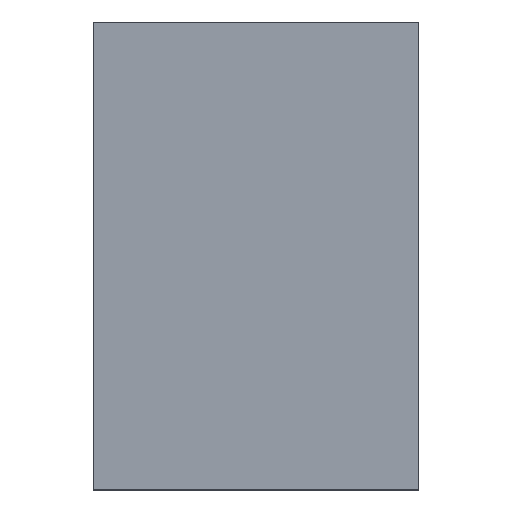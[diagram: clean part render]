
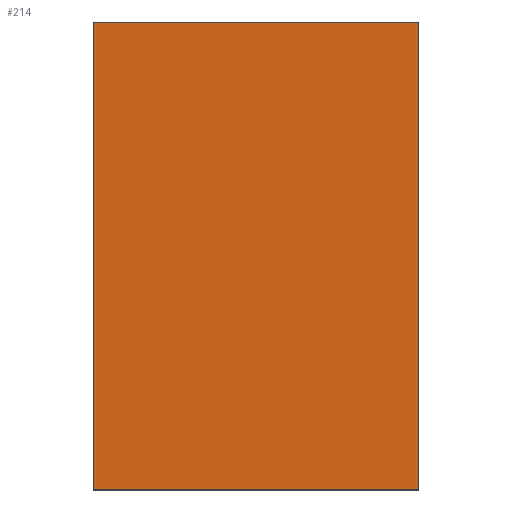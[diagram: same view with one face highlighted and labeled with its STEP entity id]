
A CAD part, left-side view. The second image highlights one B-rep face of the part: STEP entity #214.
In plain terms, the highlighted planar face has unit normal (-0.999, 0, -0.052).
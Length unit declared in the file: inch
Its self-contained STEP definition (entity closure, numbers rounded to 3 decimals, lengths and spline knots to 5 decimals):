
#27=B_SPLINE_CURVE_WITH_KNOTS('',3,(#359,#360,#361,#362,#363,#364),
 .UNSPECIFIED.,.F.,.F.,(4,2,4),(-13.93123,-6.96566,0.),
 .UNSPECIFIED.);
#28=B_SPLINE_CURVE_WITH_KNOTS('',3,(#368,#369,#370,#371,#372,#373),
 .UNSPECIFIED.,.F.,.F.,(4,2,4),(-13.93133,-6.96567,-0.0001),
 .UNSPECIFIED.);
#42=FACE_OUTER_BOUND('',#56,.T.);
#56=EDGE_LOOP('',(#162,#163,#164,#165,#166,#167));
#65=LINE('',#281,#79);
#72=LINE('',#320,#86);
#74=LINE('',#366,#88);
#75=LINE('',#374,#89);
#79=VECTOR('',#249,0.3937);
#86=VECTOR('',#260,0.3937);
#88=VECTOR('',#268,0.3937);
#89=VECTOR('',#269,0.3937);
#93=VERTEX_POINT('',#279);
#94=VERTEX_POINT('',#280);
#100=VERTEX_POINT('',#307);
#104=VERTEX_POINT('',#358);
#105=VERTEX_POINT('',#365);
#106=VERTEX_POINT('',#367);
#111=EDGE_CURVE('',#93,#94,#65,.T.);
#120=EDGE_CURVE('',#100,#94,#72,.T.);
#126=EDGE_CURVE('',#104,#100,#27,.T.);
#127=EDGE_CURVE('',#105,#104,#74,.T.);
#128=EDGE_CURVE('',#106,#105,#28,.T.);
#129=EDGE_CURVE('',#93,#106,#75,.T.);
#162=ORIENTED_EDGE('',*,*,#111,.T.);
#163=ORIENTED_EDGE('',*,*,#120,.F.);
#164=ORIENTED_EDGE('',*,*,#126,.F.);
#165=ORIENTED_EDGE('',*,*,#127,.F.);
#166=ORIENTED_EDGE('',*,*,#128,.F.);
#167=ORIENTED_EDGE('',*,*,#129,.F.);
#206=PLANE('',#242);
#214=ADVANCED_FACE('',(#42),#206,.F.);
#242=AXIS2_PLACEMENT_3D('',#357,#266,#267);
#249=DIRECTION('',(0.,1.,0.));
#260=DIRECTION('',(-0.052,0.,0.999));
#266=DIRECTION('center_axis',(0.999,0.,0.052));
#267=DIRECTION('ref_axis',(0.052,0.,-0.999));
#268=DIRECTION('',(0.,1.,0.));
#269=DIRECTION('',(0.052,0.,-0.999));
#279=CARTESIAN_POINT('',(-9.73068,8.,31.));
#280=CARTESIAN_POINT('',(-9.73068,12.,31.));
#281=CARTESIAN_POINT('',(-9.73068,3.,31.));
#307=CARTESIAN_POINT('',(-9.71676,12.,30.73449));
#320=CARTESIAN_POINT('',(-10.25145,12.,40.93706));
#357=CARTESIAN_POINT('Origin',(-10.16016,-4.,39.19511));
#358=CARTESIAN_POINT('',(-9.42971,12.,25.25727));
#359=CARTESIAN_POINT('Ctrl Pts',(-9.42971,12.,25.25727));
#360=CARTESIAN_POINT('Ctrl Pts',(-9.47755,12.,26.17013));
#361=CARTESIAN_POINT('Ctrl Pts',(-9.52539,12.,27.083));
#362=CARTESIAN_POINT('Ctrl Pts',(-9.62108,12.,28.90874));
#363=CARTESIAN_POINT('Ctrl Pts',(-9.66892,12.,29.82161));
#364=CARTESIAN_POINT('Ctrl Pts',(-9.71676,12.,30.73449));
#365=CARTESIAN_POINT('',(-9.42971,8.,25.25727));
#366=CARTESIAN_POINT('',(-9.42971,-4.,25.25727));
#367=CARTESIAN_POINT('',(-9.71676,8.,30.73449));
#368=CARTESIAN_POINT('Ctrl Pts',(-9.71676,8.,30.73449));
#369=CARTESIAN_POINT('Ctrl Pts',(-9.66892,8.,29.82161));
#370=CARTESIAN_POINT('Ctrl Pts',(-9.62108,8.,28.90874));
#371=CARTESIAN_POINT('Ctrl Pts',(-9.52539,8.,27.083));
#372=CARTESIAN_POINT('Ctrl Pts',(-9.47755,8.,26.17013));
#373=CARTESIAN_POINT('Ctrl Pts',(-9.42971,8.,25.25727));
#374=CARTESIAN_POINT('',(-10.05698,8.,37.2263));
